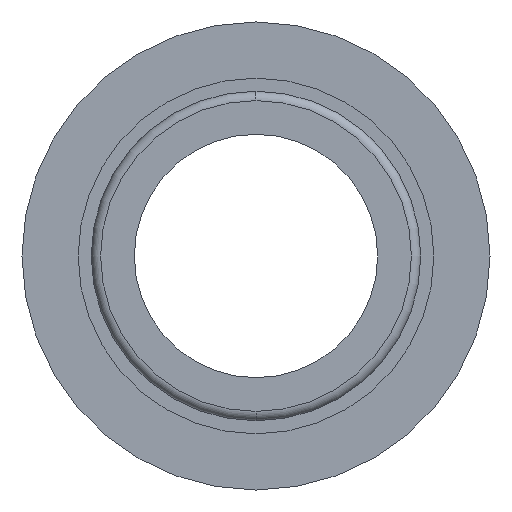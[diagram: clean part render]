
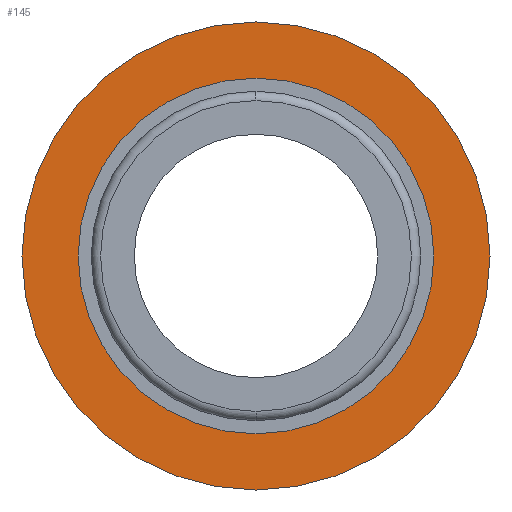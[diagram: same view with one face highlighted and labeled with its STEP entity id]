
A CAD part, front view. The second image highlights one B-rep face of the part: STEP entity #145.
In plain terms, the highlighted planar face has unit normal (0, -1, 0).
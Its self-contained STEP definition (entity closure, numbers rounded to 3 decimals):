
#145=ADVANCED_FACE('',(#297,#298),#299,.T.);
#297=FACE_OUTER_BOUND('',#448,.T.);
#298=FACE_BOUND('',#449,.T.);
#299=PLANE('',#450);
#448=EDGE_LOOP('',(#782,#783));
#449=EDGE_LOOP('',(#784,#785));
#450=AXIS2_PLACEMENT_3D('',#786,#787,#788);
#782=ORIENTED_EDGE('',*,*,#951,.T.);
#783=ORIENTED_EDGE('',*,*,#887,.T.);
#784=ORIENTED_EDGE('',*,*,#847,.F.);
#785=ORIENTED_EDGE('',*,*,#859,.F.);
#786=CARTESIAN_POINT('',(0.0,27.0,0.0));
#787=DIRECTION('',(0.0,-1.0,0.0));
#788=DIRECTION('',(-1.0,0.0,0.0));
#847=EDGE_CURVE('',#992,#988,#994,.T.);
#859=EDGE_CURVE('',#988,#992,#1013,.T.);
#887=EDGE_CURVE('',#1060,#1057,#1061,.T.);
#951=EDGE_CURVE('',#1057,#1060,#1146,.T.);
#988=VERTEX_POINT('',#1183);
#992=VERTEX_POINT('',#1188);
#994=CIRCLE('',#1191,9.5);
#1013=CIRCLE('',#1210,9.5);
#1057=VERTEX_POINT('',#1264);
#1060=VERTEX_POINT('',#1268);
#1061=CIRCLE('',#1269,12.5);
#1146=CIRCLE('',#1373,12.5);
#1183=CARTESIAN_POINT('',(9.5,27.0,0.));
#1188=CARTESIAN_POINT('',(-9.5,27.0,0.));
#1191=AXIS2_PLACEMENT_3D('',#1419,#1420,#1421);
#1210=AXIS2_PLACEMENT_3D('',#1446,#1447,#1448);
#1264=CARTESIAN_POINT('',(12.5,27.0,0.0));
#1268=CARTESIAN_POINT('',(-12.5,27.0,0.));
#1269=AXIS2_PLACEMENT_3D('',#1490,#1491,#1492);
#1373=AXIS2_PLACEMENT_3D('',#1587,#1588,#1589);
#1419=CARTESIAN_POINT('',(0.0,27.0,0.0));
#1420=DIRECTION('',(0.0,-1.0,0.0));
#1421=DIRECTION('',(1.0,0.0,0.0));
#1446=CARTESIAN_POINT('',(0.0,27.0,0.0));
#1447=DIRECTION('',(0.0,-1.0,0.0));
#1448=DIRECTION('',(1.0,0.0,0.0));
#1490=CARTESIAN_POINT('',(0.0,27.0,0.0));
#1491=DIRECTION('',(0.0,-1.0,0.0));
#1492=DIRECTION('',(1.0,0.0,0.0));
#1587=CARTESIAN_POINT('',(0.0,27.0,0.0));
#1588=DIRECTION('',(0.0,-1.0,0.0));
#1589=DIRECTION('',(1.0,0.0,0.0));
